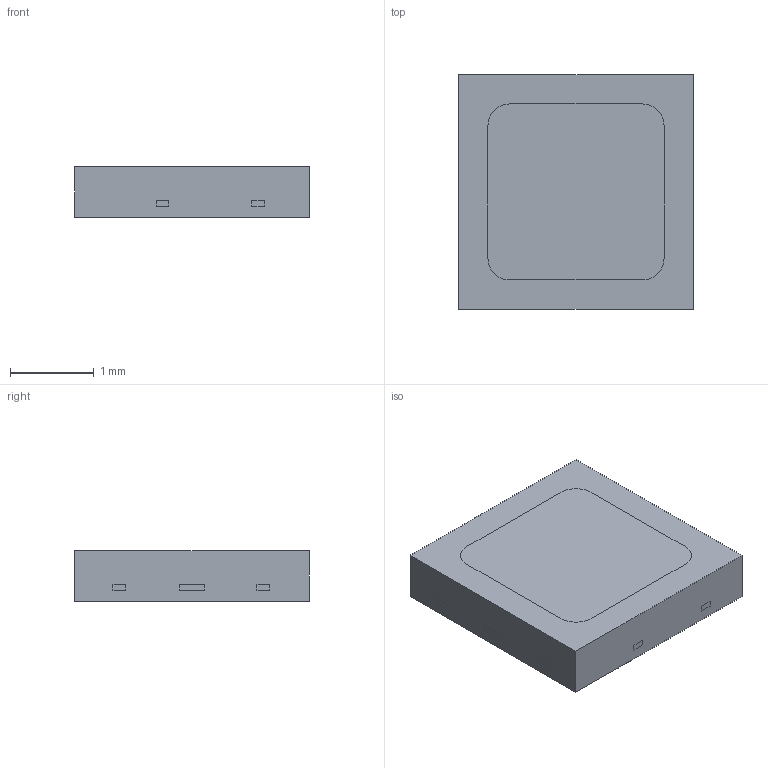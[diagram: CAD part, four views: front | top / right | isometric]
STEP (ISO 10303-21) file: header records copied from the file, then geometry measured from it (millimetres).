
FILE_DESCRIPTION (( 'STEP AP203' ), '1' );
FILE_NAME ('NSSM340A.STEP', '2020-06-03T05:59:33', ( '' ), ( '' ), 'SwSTEP 2.0', 'SolidWorks 2016', '' );
FILE_SCHEMA (( 'CONFIG_CONTROL_DESIGN' ));
Length unit declared in the file: millimetre
Products named in the file (9): Part3; Part4; Part5; Part6; Part7; Part8; NSSM340A; Part1; Part2
Assembly tree (8 placements, depth 2):
  NSSM340A
    Part1
    Part2
    Part3
    Part4
    Part5
    Part6
    Part7
    Part8
Bounding box: 2.8 x 2.8 x 0.6 mm (x, y, z)
Volume: 4.7 mm3; surface area: 41.6 mm2
Topology: 18 solids, 18 shells, 249 faces, 588 edges, 392 vertices
Faces by surface type: plane 193, cylinder 56
Entity records: 8053 total; most frequent: CARTESIAN_POINT 1240, DIRECTION 1220, ORIENTED_EDGE 1176, EDGE_CURVE 588, VECTOR 476, LINE 476, VERTEX_POINT 392, AXIS2_PLACEMENT_3D 372
